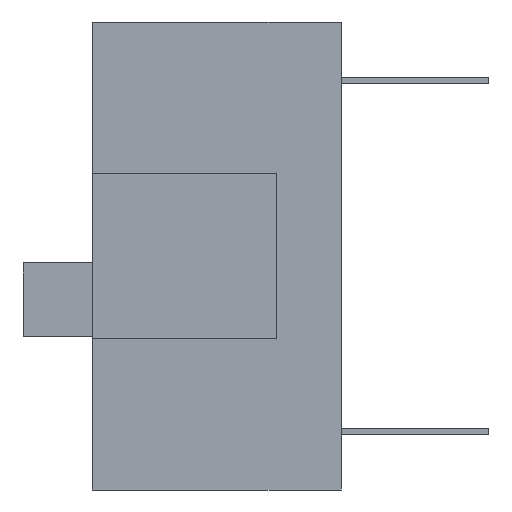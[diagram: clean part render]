
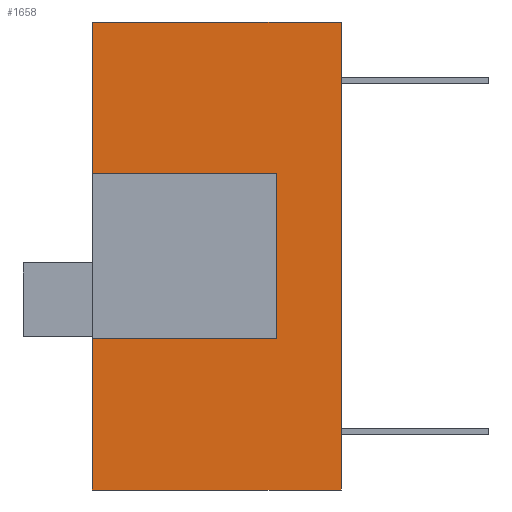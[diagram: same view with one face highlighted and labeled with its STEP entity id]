
A CAD part, left-side view. The second image highlights one B-rep face of the part: STEP entity #1658.
In plain terms, the highlighted planar face has unit normal (-1, 0, 0).
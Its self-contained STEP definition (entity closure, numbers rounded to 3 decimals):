
#1407 = VERTEX_POINT ( 'NONE', #3456 ) ;
#1409 = EDGE_CURVE ( 'NONE', #1407, #1410, #3455, .T. ) ;
#1410 = VERTEX_POINT ( 'NONE', #3451 ) ;
#1428 = VERTEX_POINT ( 'NONE', #3483 ) ;
#1430 = EDGE_CURVE ( 'NONE', #1428, #1447, #3482, .T. ) ;
#1447 = VERTEX_POINT ( 'NONE', #3553 ) ;
#1616 = VERTEX_POINT ( 'NONE', #4064 ) ;
#1617 = ORIENTED_EDGE ( 'NONE', *, *, #1618, .T. ) ;
#1618 = EDGE_CURVE ( 'NONE', #1616, #1447, #4063, .T. ) ;
#1619 = ORIENTED_EDGE ( 'NONE', *, *, #1430, .F. ) ;
#1620 = ORIENTED_EDGE ( 'NONE', *, *, #1621, .F. ) ;
#1621 = EDGE_CURVE ( 'NONE', #1622, #1428, #4059, .T. ) ;
#1622 = VERTEX_POINT ( 'NONE', #4055 ) ;
#1658 = ADVANCED_FACE ( 'NONE', ( #4134 ), #4132, .T. ) ;
#1659 = EDGE_LOOP ( 'NONE', ( #1660, #1617, #1619, #1620, #1685, #1688, #1682, #1683 ) ) ;
#1660 = ORIENTED_EDGE ( 'NONE', *, *, #1661, .T. ) ;
#1661 = EDGE_CURVE ( 'NONE', #1662, #1616, #4133, .T. ) ;
#1662 = VERTEX_POINT ( 'NONE', #4124 ) ;
#1682 = ORIENTED_EDGE ( 'NONE', *, *, #1409, .F. ) ;
#1683 = ORIENTED_EDGE ( 'NONE', *, *, #1684, .F. ) ;
#1684 = EDGE_CURVE ( 'NONE', #1662, #1407, #4211, .T. ) ;
#1685 = ORIENTED_EDGE ( 'NONE', *, *, #1686, .F. ) ;
#1686 = EDGE_CURVE ( 'NONE', #1687, #1622, #4207, .T. ) ;
#1687 = VERTEX_POINT ( 'NONE', #4203 ) ;
#1688 = ORIENTED_EDGE ( 'NONE', *, *, #1689, .F. ) ;
#1689 = EDGE_CURVE ( 'NONE', #1410, #1687, #4202, .T. ) ;
#3451 = CARTESIAN_POINT ( 'NONE',  ( 0., 5.4, 0. ) ) ;
#3452 = DIRECTION ( 'NONE',  ( 0., 0., 1. ) ) ;
#3453 = VECTOR ( 'NONE', #3452, 1000. ) ;
#3454 = CARTESIAN_POINT ( 'NONE',  ( 0., 5.4, 0. ) ) ;
#3455 = LINE ( 'NONE', #3454, #3453 ) ;
#3456 = CARTESIAN_POINT ( 'NONE',  ( 0., 5.4, -3.28 ) ) ;
#3480 = VECTOR ( 'NONE', #3544, 1000. ) ;
#3481 = CARTESIAN_POINT ( 'NONE',  ( 0., 5.4, 0. ) ) ;
#3482 = LINE ( 'NONE', #3481, #3480 ) ;
#3483 = CARTESIAN_POINT ( 'NONE',  ( 0., 5.4, -10.16 ) ) ;
#3544 = DIRECTION ( 'NONE',  ( 0., 0., 1. ) ) ;
#3553 = CARTESIAN_POINT ( 'NONE',  ( 0., 5.4, -6.88 ) ) ;
#4055 = CARTESIAN_POINT ( 'NONE',  ( 0., 0., -10.16 ) ) ;
#4056 = DIRECTION ( 'NONE',  ( 0., 1., 0. ) ) ;
#4057 = VECTOR ( 'NONE', #4056, 1000. ) ;
#4058 = CARTESIAN_POINT ( 'NONE',  ( 0., 0., -10.16 ) ) ;
#4059 = LINE ( 'NONE', #4058, #4057 ) ;
#4060 = DIRECTION ( 'NONE',  ( 0., 1., 0. ) ) ;
#4061 = VECTOR ( 'NONE', #4060, 1000. ) ;
#4062 = CARTESIAN_POINT ( 'NONE',  ( 0., 1.4, -6.88 ) ) ;
#4063 = LINE ( 'NONE', #4062, #4061 ) ;
#4064 = CARTESIAN_POINT ( 'NONE',  ( 0., 1.4, -6.88 ) ) ;
#4124 = CARTESIAN_POINT ( 'NONE',  ( 0., 1.4, -3.28 ) ) ;
#4125 = DIRECTION ( 'NONE',  ( 0., 0., -1. ) ) ;
#4126 = VECTOR ( 'NONE', #4125, 1000. ) ;
#4127 = CARTESIAN_POINT ( 'NONE',  ( 0., 1.4, -6.88 ) ) ;
#4128 = DIRECTION ( 'NONE',  ( 0., 0., 1. ) ) ;
#4129 = DIRECTION ( 'NONE',  ( -1., 0., 0. ) ) ;
#4130 = CARTESIAN_POINT ( 'NONE',  ( 0., 5.4, 0. ) ) ;
#4131 = AXIS2_PLACEMENT_3D ( 'NONE', #4130, #4129, #4128 ) ;
#4132 = PLANE ( 'NONE',  #4131 ) ;
#4133 = LINE ( 'NONE', #4127, #4126 ) ;
#4134 = FACE_OUTER_BOUND ( 'NONE', #1659, .T. ) ;
#4199 = DIRECTION ( 'NONE',  ( 0., -1., 0. ) ) ;
#4200 = VECTOR ( 'NONE', #4199, 1000. ) ;
#4201 = CARTESIAN_POINT ( 'NONE',  ( 0., 0., 0. ) ) ;
#4202 = LINE ( 'NONE', #4201, #4200 ) ;
#4203 = CARTESIAN_POINT ( 'NONE',  ( 0., 0., 0. ) ) ;
#4204 = DIRECTION ( 'NONE',  ( 0., 0., -1. ) ) ;
#4205 = VECTOR ( 'NONE', #4204, 1000. ) ;
#4206 = CARTESIAN_POINT ( 'NONE',  ( 0., 0., 0. ) ) ;
#4207 = LINE ( 'NONE', #4206, #4205 ) ;
#4208 = DIRECTION ( 'NONE',  ( 0., 1., 0. ) ) ;
#4209 = VECTOR ( 'NONE', #4208, 1000. ) ;
#4210 = CARTESIAN_POINT ( 'NONE',  ( 0., 1.4, -3.28 ) ) ;
#4211 = LINE ( 'NONE', #4210, #4209 ) ;
